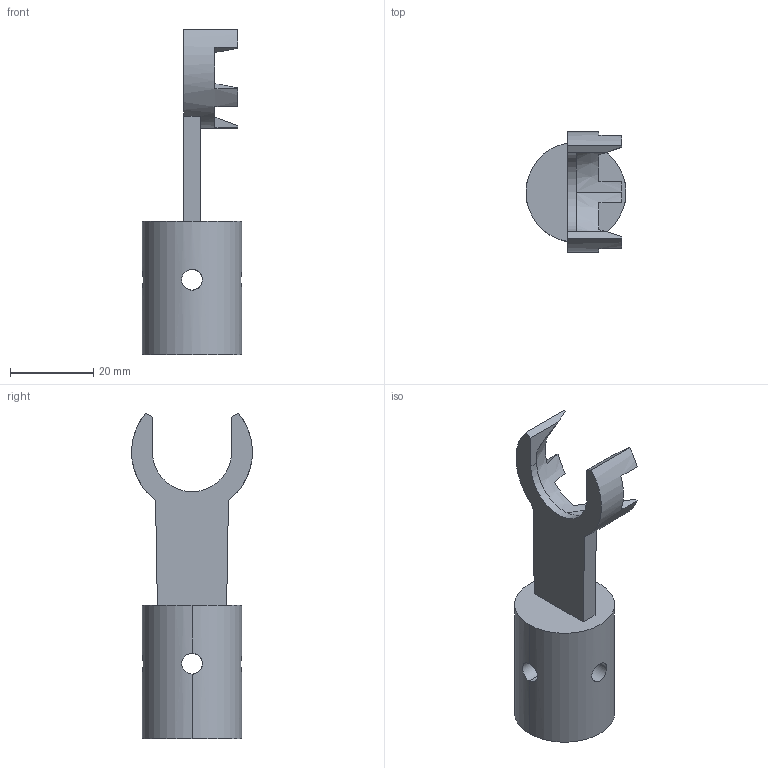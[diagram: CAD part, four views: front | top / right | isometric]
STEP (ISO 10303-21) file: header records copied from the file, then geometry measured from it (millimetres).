
FILE_DESCRIPTION (( 'STEP AP203' ), '1' );
FILE_NAME ('STP-5281-123-020-0(04578).STEP', '2022-07-26T03:13:04', ( '' ), ( '' ), 'SwSTEP 2.0', 'SolidWorks 2017', '' );
FILE_SCHEMA (( 'CONFIG_CONTROL_DESIGN' ));
Length unit declared in the file: millimetre
Products named in the file (1): STP-5281-123-020-0(04578)
Bounding box: 24 x 28.97 x 78.11 mm (x, y, z)
Volume: 12320.5 mm3; surface area: 7233.4 mm2
Topology: 1 solids, 1 shells, 45 faces, 127 edges, 82 vertices
Faces by surface type: plane 29, cylinder 14, cone 2
Entity records: 2016 total; most frequent: CARTESIAN_POINT 783, ORIENTED_EDGE 254, DIRECTION 225, EDGE_CURVE 127, VERTEX_POINT 82, AXIS2_PLACEMENT_3D 80, VECTOR 65, LINE 65
